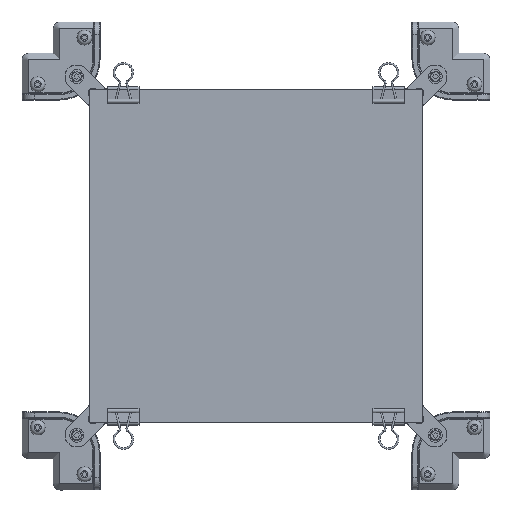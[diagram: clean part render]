
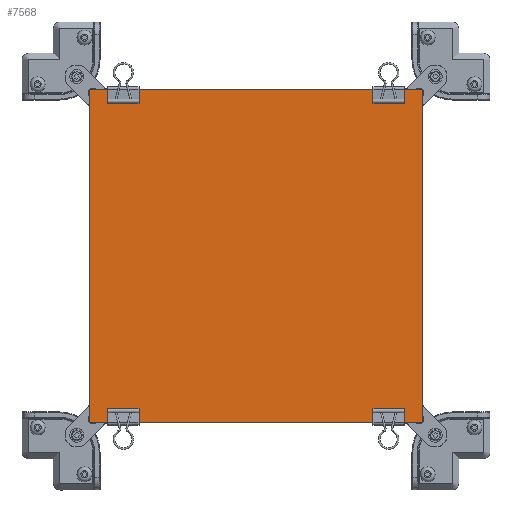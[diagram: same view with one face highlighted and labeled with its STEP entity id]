
A CAD part, top view. The second image highlights one B-rep face of the part: STEP entity #7568.
In plain terms, the highlighted planar face has unit normal (0, 0, 1).
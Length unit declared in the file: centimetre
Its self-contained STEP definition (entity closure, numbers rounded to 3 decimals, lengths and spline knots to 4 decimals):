
#3131=PLANE('',#7936);
#3384=VECTOR('',#8778,1.);
#3388=VECTOR('',#8783,1.);
#3391=VECTOR('',#8787,1.);
#3394=VECTOR('',#8791,1.);
#3808=LINE('',#10263,#3384);
#3812=LINE('',#10272,#3388);
#3815=LINE('',#10278,#3391);
#3818=LINE('',#10284,#3394);
#4256=VERTEX_POINT('',#10264);
#4257=VERTEX_POINT('',#10265);
#4260=VERTEX_POINT('',#10273);
#4262=VERTEX_POINT('',#10279);
#4949=EDGE_CURVE('',#4256,#4257,#3808,.T.);
#4953=EDGE_CURVE('',#4257,#4260,#3812,.T.);
#4956=EDGE_CURVE('',#4260,#4262,#3815,.T.);
#4959=EDGE_CURVE('',#4262,#4256,#3818,.T.);
#5797=ORIENTED_EDGE('',*,*,#4949,.F.);
#5798=ORIENTED_EDGE('',*,*,#4959,.F.);
#5799=ORIENTED_EDGE('',*,*,#4956,.F.);
#5800=ORIENTED_EDGE('',*,*,#4953,.F.);
#6791=EDGE_LOOP('',(#5797,#5798,#5799,#5800));
#7195=FACE_BOUND('',#6791,.T.);
#7568=ADVANCED_FACE('',(#7195),#3131,.T.);
#7936=AXIS2_PLACEMENT_3D('',#10286,#8793,$);
#8778=DIRECTION('',(1.,0.,0.));
#8783=DIRECTION('',(0.,-1.,0.));
#8787=DIRECTION('',(-1.,0.,0.));
#8791=DIRECTION('',(0.,1.,0.));
#8793=DIRECTION('',(0.,0.,1.));
#10263=CARTESIAN_POINT('',(10.7,10.7,0.318));
#10264=CARTESIAN_POINT('',(-10.7,10.7,0.318));
#10265=CARTESIAN_POINT('',(10.7,10.7,0.318));
#10272=CARTESIAN_POINT('',(10.7,-10.7,0.318));
#10273=CARTESIAN_POINT('',(10.7,-10.7,0.318));
#10278=CARTESIAN_POINT('',(-10.7,-10.7,0.318));
#10279=CARTESIAN_POINT('',(-10.7,-10.7,0.318));
#10284=CARTESIAN_POINT('',(-10.7,10.7,0.318));
#10286=CARTESIAN_POINT('',(0.,0.,0.318));
